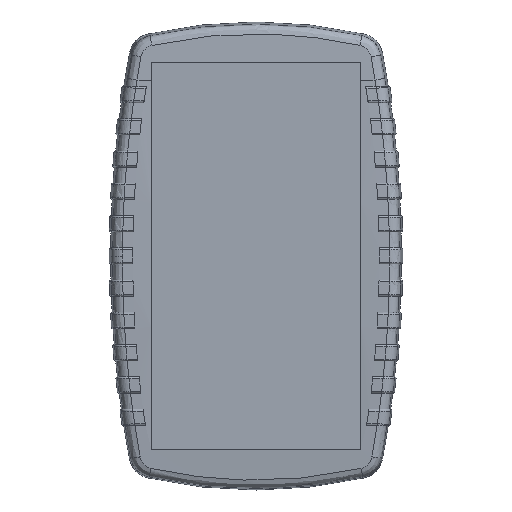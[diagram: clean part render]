
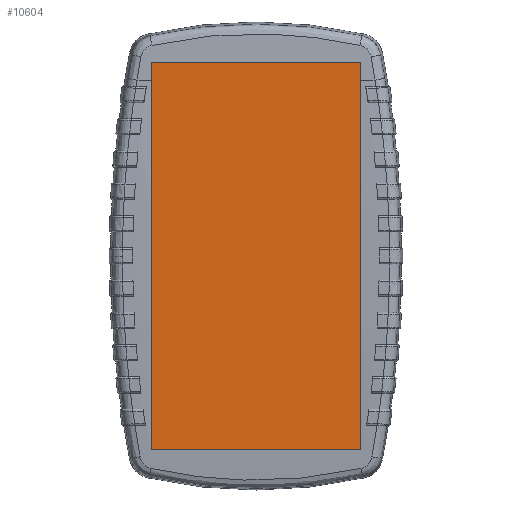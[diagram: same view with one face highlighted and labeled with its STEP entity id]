
A CAD part, top view. The second image highlights one B-rep face of the part: STEP entity #10604.
In plain terms, the highlighted planar face has unit normal (0, -0.05, 0.999).
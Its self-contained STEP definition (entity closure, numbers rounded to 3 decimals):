
#162 = LINE ( 'NONE', #21607, #35376 ) ;
#351 = CARTESIAN_POINT ( 'NONE',  ( 2457.745, 1909.564, -10.895 ) ) ;
#2482 = ORIENTED_EDGE ( 'NONE', *, *, #48046, .F. ) ;
#2915 = AXIS2_PLACEMENT_3D ( 'NONE', #27071, #51710, #23088 ) ;
#3034 = VECTOR ( 'NONE', #52313, 1000. ) ;
#3282 = ORIENTED_EDGE ( 'NONE', *, *, #30778, .F. ) ;
#4613 = CARTESIAN_POINT ( 'NONE',  ( 2457.745, 1986.658, -7.06 ) ) ;
#4900 = VERTEX_POINT ( 'NONE', #41091 ) ;
#5392 = VECTOR ( 'NONE', #47716, 1000. ) ;
#5846 = VERTEX_POINT ( 'NONE', #15747 ) ;
#6908 = EDGE_CURVE ( 'NONE', #10051, #42840, #162, .T. ) ;
#8504 = CARTESIAN_POINT ( 'NONE',  ( 2522.545, 1909.564, -10.895 ) ) ;
#10051 = VERTEX_POINT ( 'NONE', #8504 ) ;
#10445 = CARTESIAN_POINT ( 'NONE',  ( 2522.545, 1986.658, -7.06 ) ) ;
#10604 = ADVANCED_FACE ( 'NONE', ( #57016 ), #18259, .F. ) ;
#11968 = DIRECTION ( 'NONE',  ( 0., -0.999, -0.05 ) ) ;
#12296 = LINE ( 'NONE', #35855, #25030 ) ;
#13252 = CARTESIAN_POINT ( 'NONE',  ( 2457.745, 1986.658, -7.06 ) ) ;
#13993 = DIRECTION ( 'NONE',  ( -1., 0., 0. ) ) ;
#14123 = EDGE_CURVE ( 'NONE', #28832, #10051, #53896, .T. ) ;
#14373 = LINE ( 'NONE', #52274, #27160 ) ;
#15747 = CARTESIAN_POINT ( 'NONE',  ( 2457.745, 1986.658, -7.06 ) ) ;
#18067 = DIRECTION ( 'NONE',  ( 0., 0.999, 0.05 ) ) ;
#18259 = PLANE ( 'NONE',  #2915 ) ;
#20418 = ORIENTED_EDGE ( 'NONE', *, *, #41902, .F. ) ;
#21129 = LINE ( 'NONE', #4613, #5392 ) ;
#21607 = CARTESIAN_POINT ( 'NONE',  ( 2522.545, 1986.658, -7.06 ) ) ;
#22769 = CARTESIAN_POINT ( 'NONE',  ( 2457.745, 1943.599, -9.202 ) ) ;
#23088 = DIRECTION ( 'NONE',  ( 0., 0.999, 0.05 ) ) ;
#25030 = VECTOR ( 'NONE', #11968, 1000. ) ;
#27071 = CARTESIAN_POINT ( 'NONE',  ( 2522.545, 1986.658, -7.06 ) ) ;
#27160 = VECTOR ( 'NONE', #13993, 1000. ) ;
#28832 = VERTEX_POINT ( 'NONE', #47311 ) ;
#29240 = VECTOR ( 'NONE', #55370, 1000. ) ;
#30778 = EDGE_CURVE ( 'NONE', #5846, #39440, #41631, .T. ) ;
#31157 = ORIENTED_EDGE ( 'NONE', *, *, #33874, .F. ) ;
#33115 = EDGE_LOOP ( 'NONE', ( #2482, #20418, #37115, #60478, #41771, #31157, #3282, #33927 ) ) ;
#33874 = EDGE_CURVE ( 'NONE', #39440, #28832, #12296, .T. ) ;
#33927 = ORIENTED_EDGE ( 'NONE', *, *, #38557, .F. ) ;
#35376 = VECTOR ( 'NONE', #55053, 1000. ) ;
#35855 = CARTESIAN_POINT ( 'NONE',  ( 2522.545, 1986.658, -7.06 ) ) ;
#36157 = CARTESIAN_POINT ( 'NONE',  ( 2457.745, 1986.658, -7.06 ) ) ;
#36540 = LINE ( 'NONE', #13252, #41029 ) ;
#37115 = ORIENTED_EDGE ( 'NONE', *, *, #37951, .F. ) ;
#37790 = CARTESIAN_POINT ( 'NONE',  ( 2522.545, 1986.658, -7.06 ) ) ;
#37951 = EDGE_CURVE ( 'NONE', #42840, #4900, #14373, .T. ) ;
#37990 = DIRECTION ( 'NONE',  ( 1., 0., 0. ) ) ;
#38557 = EDGE_CURVE ( 'NONE', #47661, #5846, #21129, .T. ) ;
#39440 = VERTEX_POINT ( 'NONE', #10445 ) ;
#41029 = VECTOR ( 'NONE', #18067, 1000. ) ;
#41091 = CARTESIAN_POINT ( 'NONE',  ( 2457.745, 1866.658, -13.03 ) ) ;
#41631 = LINE ( 'NONE', #37790, #44619 ) ;
#41771 = ORIENTED_EDGE ( 'NONE', *, *, #14123, .F. ) ;
#41902 = EDGE_CURVE ( 'NONE', #4900, #45244, #51685, .T. ) ;
#42840 = VERTEX_POINT ( 'NONE', #51608 ) ;
#44619 = VECTOR ( 'NONE', #37990, 1000. ) ;
#45244 = VERTEX_POINT ( 'NONE', #351 ) ;
#47102 = CARTESIAN_POINT ( 'NONE',  ( 2522.545, 1986.658, -7.06 ) ) ;
#47311 = CARTESIAN_POINT ( 'NONE',  ( 2522.545, 1943.599, -9.202 ) ) ;
#47661 = VERTEX_POINT ( 'NONE', #22769 ) ;
#47716 = DIRECTION ( 'NONE',  ( 0., 0.999, 0.05 ) ) ;
#48046 = EDGE_CURVE ( 'NONE', #45244, #47661, #36540, .T. ) ;
#51608 = CARTESIAN_POINT ( 'NONE',  ( 2522.545, 1866.658, -13.03 ) ) ;
#51685 = LINE ( 'NONE', #36157, #29240 ) ;
#51710 = DIRECTION ( 'NONE',  ( 0., 0.05, -0.999 ) ) ;
#52274 = CARTESIAN_POINT ( 'NONE',  ( 2522.545, 1866.658, -13.03 ) ) ;
#52313 = DIRECTION ( 'NONE',  ( 0., -0.999, -0.05 ) ) ;
#53896 = LINE ( 'NONE', #47102, #3034 ) ;
#55053 = DIRECTION ( 'NONE',  ( 0., -0.999, -0.05 ) ) ;
#55370 = DIRECTION ( 'NONE',  ( 0., 0.999, 0.05 ) ) ;
#57016 = FACE_OUTER_BOUND ( 'NONE', #33115, .T. ) ;
#60478 = ORIENTED_EDGE ( 'NONE', *, *, #6908, .F. ) ;
